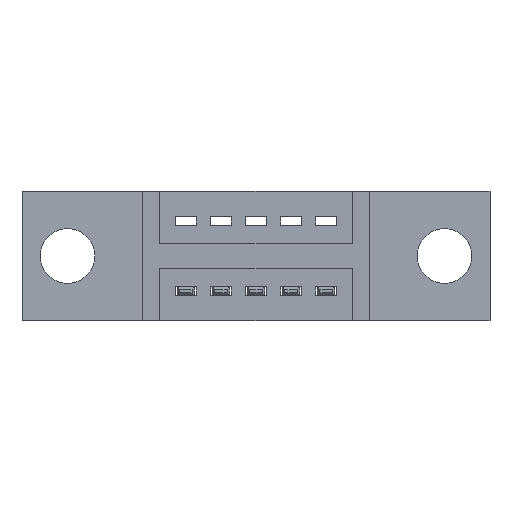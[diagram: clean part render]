
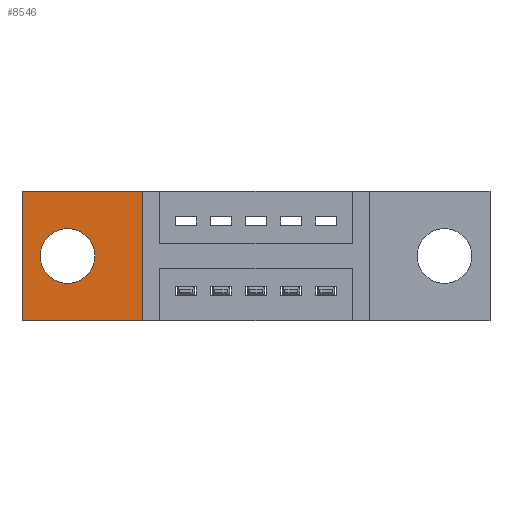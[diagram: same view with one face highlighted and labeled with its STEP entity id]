
A CAD part, front view. The second image highlights one B-rep face of the part: STEP entity #8546.
In plain terms, the highlighted planar face has unit normal (0, -1, 0).
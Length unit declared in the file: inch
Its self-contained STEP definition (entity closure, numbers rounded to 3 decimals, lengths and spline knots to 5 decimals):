
#68 = CARTESIAN_POINT ( 'NONE',  ( 0., 0.17, -0.37 ) ) ;
#431 = DIRECTION ( 'NONE',  ( 0., 0., -1. ) ) ;
#665 = VERTEX_POINT ( 'NONE', #6859 ) ;
#844 = DIRECTION ( 'NONE',  ( 0., 0., -1. ) ) ;
#980 = VERTEX_POINT ( 'NONE', #3813 ) ;
#1061 = CARTESIAN_POINT ( 'NONE',  ( 0.3425, 0.17, 0. ) ) ;
#1201 = ORIENTED_EDGE ( 'NONE', *, *, #3824, .T. ) ;
#1730 = CARTESIAN_POINT ( 'NONE',  ( 0., 0.17, -0.37 ) ) ;
#1761 = DIRECTION ( 'NONE',  ( 0., 0., -1. ) ) ;
#1847 = ORIENTED_EDGE ( 'NONE', *, *, #1919, .T. ) ;
#1919 = EDGE_CURVE ( 'NONE', #980, #3828, #6198, .T. ) ;
#1940 = CARTESIAN_POINT ( 'NONE',  ( 0., 0.17, 0. ) ) ;
#2439 = CARTESIAN_POINT ( 'NONE',  ( 0., 0.17, 0. ) ) ;
#2677 = CIRCLE ( 'NONE', #2932, 0.078 ) ;
#2699 = PLANE ( 'NONE',  #4905 ) ;
#2754 = DIRECTION ( 'NONE',  ( 0., -1., 0. ) ) ;
#2932 = AXIS2_PLACEMENT_3D ( 'NONE', #6490, #7605, #431 ) ;
#2944 = FACE_BOUND ( 'NONE', #6311, .T. ) ;
#3031 = CARTESIAN_POINT ( 'NONE',  ( 0.3425, 0.17, -0.37 ) ) ;
#3363 = LINE ( 'NONE', #2439, #3783 ) ;
#3521 = AXIS2_PLACEMENT_3D ( 'NONE', #6873, #7547, #844 ) ;
#3764 = EDGE_CURVE ( 'NONE', #5624, #665, #5870, .T. ) ;
#3782 = ORIENTED_EDGE ( 'NONE', *, *, #3764, .F. ) ;
#3783 = VECTOR ( 'NONE', #1761, 39.37008 ) ;
#3813 = CARTESIAN_POINT ( 'NONE',  ( 0., 0.17, -0.37 ) ) ;
#3824 = EDGE_CURVE ( 'NONE', #7662, #6249, #5348, .T. ) ;
#3828 = VERTEX_POINT ( 'NONE', #3031 ) ;
#3835 = ORIENTED_EDGE ( 'NONE', *, *, #7169, .T. ) ;
#4540 = CARTESIAN_POINT ( 'NONE',  ( 0.3425, 0.17, 0. ) ) ;
#4602 = CARTESIAN_POINT ( 'NONE',  ( 0., 0.17, 0. ) ) ;
#4643 = DIRECTION ( 'NONE',  ( 0., 0., -1. ) ) ;
#4905 = AXIS2_PLACEMENT_3D ( 'NONE', #68, #2754, #4643 ) ;
#5348 = LINE ( 'NONE', #4602, #6193 ) ;
#5598 = LINE ( 'NONE', #4540, #5914 ) ;
#5624 = VERTEX_POINT ( 'NONE', #7423 ) ;
#5870 = CIRCLE ( 'NONE', #3521, 0.078 ) ;
#5914 = VECTOR ( 'NONE', #8608, 39.37008 ) ;
#6005 = ORIENTED_EDGE ( 'NONE', *, *, #8187, .T. ) ;
#6025 = FACE_OUTER_BOUND ( 'NONE', #7808, .T. ) ;
#6193 = VECTOR ( 'NONE', #6707, 39.37008 ) ;
#6198 = LINE ( 'NONE', #1730, #6932 ) ;
#6249 = VERTEX_POINT ( 'NONE', #1940 ) ;
#6311 = EDGE_LOOP ( 'NONE', ( #7866, #3782 ) ) ;
#6490 = CARTESIAN_POINT ( 'NONE',  ( 0.13, 0.17, -0.185 ) ) ;
#6506 = EDGE_CURVE ( 'NONE', #665, #5624, #2677, .T. ) ;
#6707 = DIRECTION ( 'NONE',  ( -1., 0., 0. ) ) ;
#6859 = CARTESIAN_POINT ( 'NONE',  ( 0.13, 0.17, -0.107 ) ) ;
#6873 = CARTESIAN_POINT ( 'NONE',  ( 0.13, 0.17, -0.185 ) ) ;
#6932 = VECTOR ( 'NONE', #7790, 39.37008 ) ;
#7169 = EDGE_CURVE ( 'NONE', #3828, #7662, #5598, .T. ) ;
#7423 = CARTESIAN_POINT ( 'NONE',  ( 0.13, 0.17, -0.263 ) ) ;
#7547 = DIRECTION ( 'NONE',  ( 0., -1., 0. ) ) ;
#7605 = DIRECTION ( 'NONE',  ( 0., -1., 0. ) ) ;
#7662 = VERTEX_POINT ( 'NONE', #1061 ) ;
#7790 = DIRECTION ( 'NONE',  ( 1., 0., 0. ) ) ;
#7808 = EDGE_LOOP ( 'NONE', ( #6005, #1847, #3835, #1201 ) ) ;
#7866 = ORIENTED_EDGE ( 'NONE', *, *, #6506, .F. ) ;
#8187 = EDGE_CURVE ( 'NONE', #6249, #980, #3363, .T. ) ;
#8546 = ADVANCED_FACE ( 'NONE', ( #2944, #6025 ), #2699, .T. ) ;
#8608 = DIRECTION ( 'NONE',  ( 0., 0., 1. ) ) ;
